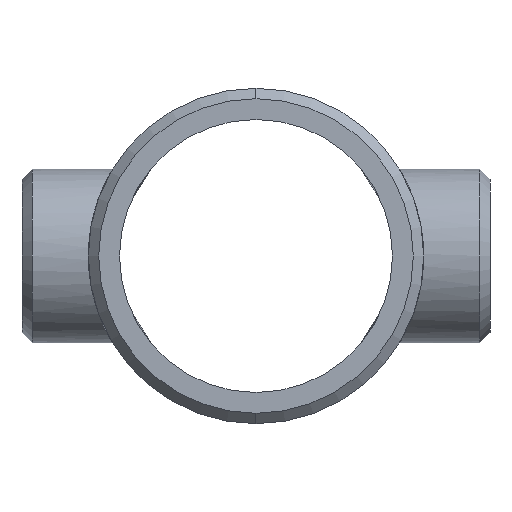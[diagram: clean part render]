
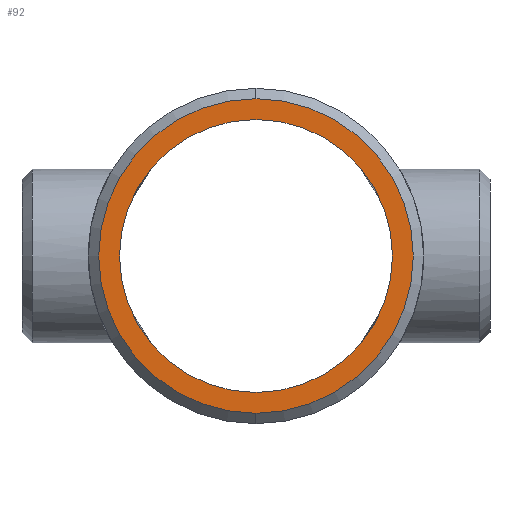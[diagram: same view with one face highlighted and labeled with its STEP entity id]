
A CAD part, left-side view. The second image highlights one B-rep face of the part: STEP entity #92.
In plain terms, the highlighted planar face has unit normal (-1, 0, 0).
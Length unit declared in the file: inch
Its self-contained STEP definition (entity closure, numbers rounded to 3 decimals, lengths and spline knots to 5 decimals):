
#22 = CIRCLE ( 'NONE', #188, 4.375 ) ;
#26 = DIRECTION ( 'NONE',  ( -1., 0., 0. ) ) ;
#37 = FACE_BOUND ( 'NONE', #902, .T. ) ;
#39 = DIRECTION ( 'NONE',  ( 0., 0., 1. ) ) ;
#92 = ADVANCED_FACE ( 'NONE', ( #1025, #37 ), #126, .T. ) ;
#121 = ORIENTED_EDGE ( 'NONE', *, *, #680, .T. ) ;
#126 = PLANE ( 'NONE',  #836 ) ;
#132 = VERTEX_POINT ( 'NONE', #420 ) ;
#158 = EDGE_LOOP ( 'NONE', ( #167, #121 ) ) ;
#167 = ORIENTED_EDGE ( 'NONE', *, *, #262, .T. ) ;
#176 = DIRECTION ( 'NONE',  ( 0., 0., 1. ) ) ;
#188 = AXIS2_PLACEMENT_3D ( 'NONE', #956, #570, #39 ) ;
#225 = CIRCLE ( 'NONE', #405, 4.375 ) ;
#262 = EDGE_CURVE ( 'NONE', #654, #641, #1049, .T. ) ;
#309 = DIRECTION ( 'NONE',  ( 0., 0., 1. ) ) ;
#334 = AXIS2_PLACEMENT_3D ( 'NONE', #797, #1216, #719 ) ;
#346 = ORIENTED_EDGE ( 'NONE', *, *, #507, .T. ) ;
#405 = AXIS2_PLACEMENT_3D ( 'NONE', #1153, #1078, #176 ) ;
#420 = CARTESIAN_POINT ( 'NONE',  ( -8.5, 0., 4.375 ) ) ;
#427 = CARTESIAN_POINT ( 'NONE',  ( -8.5, 0., 5.04167 ) ) ;
#507 = EDGE_CURVE ( 'NONE', #132, #749, #22, .T. ) ;
#570 = DIRECTION ( 'NONE',  ( 1., 0., 0. ) ) ;
#641 = VERTEX_POINT ( 'NONE', #427 ) ;
#654 = VERTEX_POINT ( 'NONE', #1301 ) ;
#680 = EDGE_CURVE ( 'NONE', #641, #654, #906, .T. ) ;
#719 = DIRECTION ( 'NONE',  ( 0., 0., 1. ) ) ;
#749 = VERTEX_POINT ( 'NONE', #1101 ) ;
#797 = CARTESIAN_POINT ( 'NONE',  ( -8.5, 0., 0. ) ) ;
#836 = AXIS2_PLACEMENT_3D ( 'NONE', #926, #26, #1229 ) ;
#882 = CARTESIAN_POINT ( 'NONE',  ( -8.5, 0., 0. ) ) ;
#902 = EDGE_LOOP ( 'NONE', ( #346, #910 ) ) ;
#906 = CIRCLE ( 'NONE', #334, 5.04167 ) ;
#910 = ORIENTED_EDGE ( 'NONE', *, *, #965, .T. ) ;
#922 = DIRECTION ( 'NONE',  ( -1., 0., 0. ) ) ;
#926 = CARTESIAN_POINT ( 'NONE',  ( -8.5, 0., 0. ) ) ;
#956 = CARTESIAN_POINT ( 'NONE',  ( -8.5, 0., 0. ) ) ;
#965 = EDGE_CURVE ( 'NONE', #749, #132, #225, .T. ) ;
#1025 = FACE_OUTER_BOUND ( 'NONE', #158, .T. ) ;
#1049 = CIRCLE ( 'NONE', #1110, 5.04167 ) ;
#1078 = DIRECTION ( 'NONE',  ( 1., 0., 0. ) ) ;
#1101 = CARTESIAN_POINT ( 'NONE',  ( -8.5, 0., -4.375 ) ) ;
#1110 = AXIS2_PLACEMENT_3D ( 'NONE', #882, #922, #309 ) ;
#1153 = CARTESIAN_POINT ( 'NONE',  ( -8.5, 0., 0. ) ) ;
#1216 = DIRECTION ( 'NONE',  ( -1., 0., 0. ) ) ;
#1229 = DIRECTION ( 'NONE',  ( 0., 0., -1. ) ) ;
#1301 = CARTESIAN_POINT ( 'NONE',  ( -8.5, 0., -5.04167 ) ) ;
